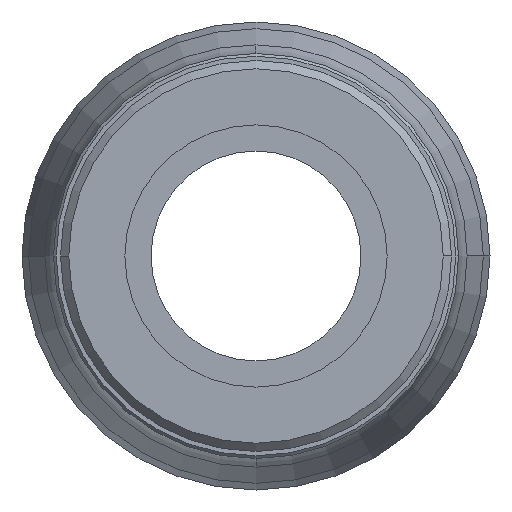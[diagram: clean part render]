
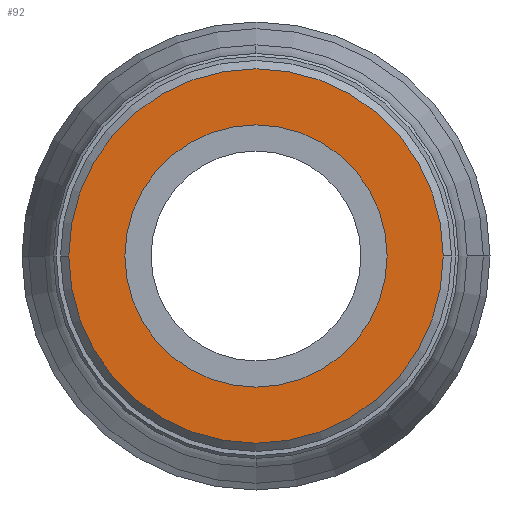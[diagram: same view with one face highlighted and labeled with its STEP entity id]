
A CAD part, left-side view. The second image highlights one B-rep face of the part: STEP entity #92.
In plain terms, the highlighted planar face has unit normal (-1, 0, 0).
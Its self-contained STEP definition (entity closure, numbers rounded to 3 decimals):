
#92=ADVANCED_FACE('',(#211,#212),#213,.T.);
#211=FACE_BOUND('',#355,.T.);
#212=FACE_OUTER_BOUND('',#356,.T.);
#213=PLANE('',#357);
#355=EDGE_LOOP('',(#744,#745));
#356=EDGE_LOOP('',(#746,#747));
#357=AXIS2_PLACEMENT_3D('',#748,#749,#750);
#744=ORIENTED_EDGE('',*,*,#1028,.T.);
#745=ORIENTED_EDGE('',*,*,#1018,.T.);
#746=ORIENTED_EDGE('',*,*,#983,.F.);
#747=ORIENTED_EDGE('',*,*,#1038,.F.);
#748=CARTESIAN_POINT('',(-45.974,3.4,0.0));
#749=DIRECTION('',(-1.0,-0.0,0.0));
#750=DIRECTION('',(0.0,-1.0,-0.0));
#983=EDGE_CURVE('',#1187,#1189,#1190,.T.);
#1018=EDGE_CURVE('',#1248,#1252,#1254,.T.);
#1028=EDGE_CURVE('',#1252,#1248,#1268,.T.);
#1038=EDGE_CURVE('',#1189,#1187,#1278,.T.);
#1187=VERTEX_POINT('',#1455);
#1189=VERTEX_POINT('',#1458);
#1190=CIRCLE('',#1459,6.8);
#1248=VERTEX_POINT('',#1532);
#1252=VERTEX_POINT('',#1537);
#1254=CIRCLE('',#1540,4.763);
#1268=CIRCLE('',#1556,4.763);
#1278=CIRCLE('',#1566,6.8);
#1455=CARTESIAN_POINT('',(-45.974,6.8,0.0));
#1458=CARTESIAN_POINT('',(-45.974,-6.8,0.));
#1459=AXIS2_PLACEMENT_3D('',#1755,#1756,#1757);
#1532=CARTESIAN_POINT('',(-45.974,0.,-4.763));
#1537=CARTESIAN_POINT('',(-45.974,0.,4.763));
#1540=AXIS2_PLACEMENT_3D('',#1826,#1827,#1828);
#1556=AXIS2_PLACEMENT_3D('',#1852,#1853,#1854);
#1566=AXIS2_PLACEMENT_3D('',#1882,#1883,#1884);
#1755=CARTESIAN_POINT('',(-45.974,0.0,0.0));
#1756=DIRECTION('',(1.0,0.0,0.0));
#1757=DIRECTION('',(0.0,1.0,0.0));
#1826=CARTESIAN_POINT('',(-45.974,0.0,0.0));
#1827=DIRECTION('',(1.0,0.0,0.0));
#1828=DIRECTION('',(0.0,0.0,-1.0));
#1852=CARTESIAN_POINT('',(-45.974,0.0,0.0));
#1853=DIRECTION('',(1.0,0.0,0.0));
#1854=DIRECTION('',(0.0,0.0,-1.0));
#1882=CARTESIAN_POINT('',(-45.974,0.0,0.0));
#1883=DIRECTION('',(1.0,0.0,0.0));
#1884=DIRECTION('',(0.0,1.0,0.0));
